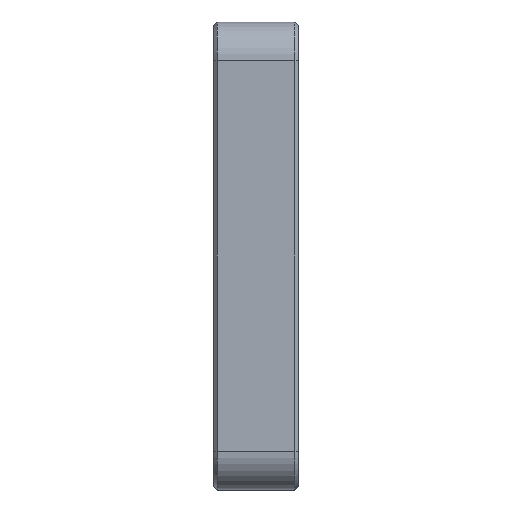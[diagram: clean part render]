
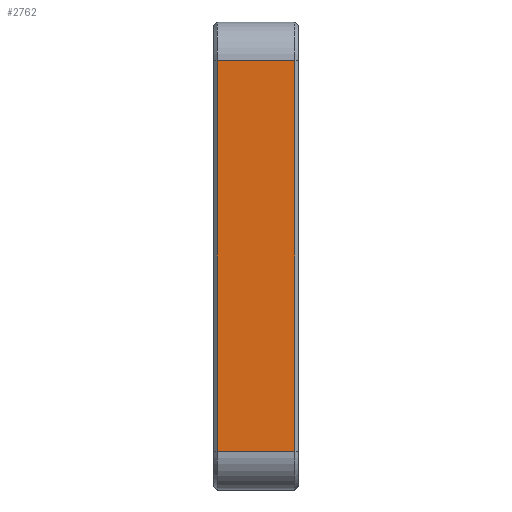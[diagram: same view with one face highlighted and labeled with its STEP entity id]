
A CAD part, left-side view. The second image highlights one B-rep face of the part: STEP entity #2762.
In plain terms, the highlighted planar face has unit normal (-1, 0, 0).
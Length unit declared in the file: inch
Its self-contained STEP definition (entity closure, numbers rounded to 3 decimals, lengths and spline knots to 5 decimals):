
#566 = CARTESIAN_POINT ( 'NONE',  ( -1.4175, -0.4918, 1.18128 ) ) ;
#1162 = DIRECTION ( 'NONE',  ( 0., -1., 0. ) ) ;
#1603 = EDGE_LOOP ( 'NONE', ( #2151, #8202, #1725, #4105 ) ) ;
#1725 = ORIENTED_EDGE ( 'NONE', *, *, #2050, .T. ) ;
#1867 = CARTESIAN_POINT ( 'NONE',  ( -1.4175, -0.02, 1.18128 ) ) ;
#1882 = LINE ( 'NONE', #4793, #2317 ) ;
#1931 = VECTOR ( 'NONE', #2710, 39.37008 ) ;
#2050 = EDGE_CURVE ( 'NONE', #8654, #2830, #3956, .T. ) ;
#2151 = ORIENTED_EDGE ( 'NONE', *, *, #3876, .T. ) ;
#2317 = VECTOR ( 'NONE', #1162, 39.37008 ) ;
#2432 = DIRECTION ( 'NONE',  ( 0., 0., 1. ) ) ;
#2661 = LINE ( 'NONE', #566, #1931 ) ;
#2710 = DIRECTION ( 'NONE',  ( 0., 0., 1. ) ) ;
#2762 = ADVANCED_FACE ( 'NONE', ( #3152 ), #4634, .T. ) ;
#2830 = VERTEX_POINT ( 'NONE', #1867 ) ;
#3120 = VERTEX_POINT ( 'NONE', #3760 ) ;
#3152 = FACE_OUTER_BOUND ( 'NONE', #1603, .T. ) ;
#3253 = CARTESIAN_POINT ( 'NONE',  ( -1.4175, -0.5118, 1.4175 ) ) ;
#3760 = CARTESIAN_POINT ( 'NONE',  ( -1.4175, -0.02, -1.18128 ) ) ;
#3846 = CARTESIAN_POINT ( 'NONE',  ( -1.4175, -0.02, 1.4175 ) ) ;
#3876 = EDGE_CURVE ( 'NONE', #3120, #5531, #1882, .T. ) ;
#3956 = LINE ( 'NONE', #7676, #5333 ) ;
#4105 = ORIENTED_EDGE ( 'NONE', *, *, #6944, .T. ) ;
#4394 = AXIS2_PLACEMENT_3D ( 'NONE', #3253, #5292, #2432 ) ;
#4634 = PLANE ( 'NONE',  #4394 ) ;
#4793 = CARTESIAN_POINT ( 'NONE',  ( -1.4175, -0.5118, -1.18128 ) ) ;
#5292 = DIRECTION ( 'NONE',  ( -1., 0., 0. ) ) ;
#5333 = VECTOR ( 'NONE', #5618, 39.37008 ) ;
#5457 = DIRECTION ( 'NONE',  ( 0., 0., -1. ) ) ;
#5531 = VERTEX_POINT ( 'NONE', #8865 ) ;
#5618 = DIRECTION ( 'NONE',  ( 0., 1., 0. ) ) ;
#6696 = LINE ( 'NONE', #3846, #6956 ) ;
#6944 = EDGE_CURVE ( 'NONE', #2830, #3120, #6696, .T. ) ;
#6956 = VECTOR ( 'NONE', #5457, 39.37008 ) ;
#7676 = CARTESIAN_POINT ( 'NONE',  ( -1.4175, -0.5118, 1.18128 ) ) ;
#8202 = ORIENTED_EDGE ( 'NONE', *, *, #8697, .T. ) ;
#8234 = CARTESIAN_POINT ( 'NONE',  ( -1.4175, -0.4918, 1.18128 ) ) ;
#8654 = VERTEX_POINT ( 'NONE', #8234 ) ;
#8697 = EDGE_CURVE ( 'NONE', #5531, #8654, #2661, .T. ) ;
#8865 = CARTESIAN_POINT ( 'NONE',  ( -1.4175, -0.4918, -1.18128 ) ) ;
